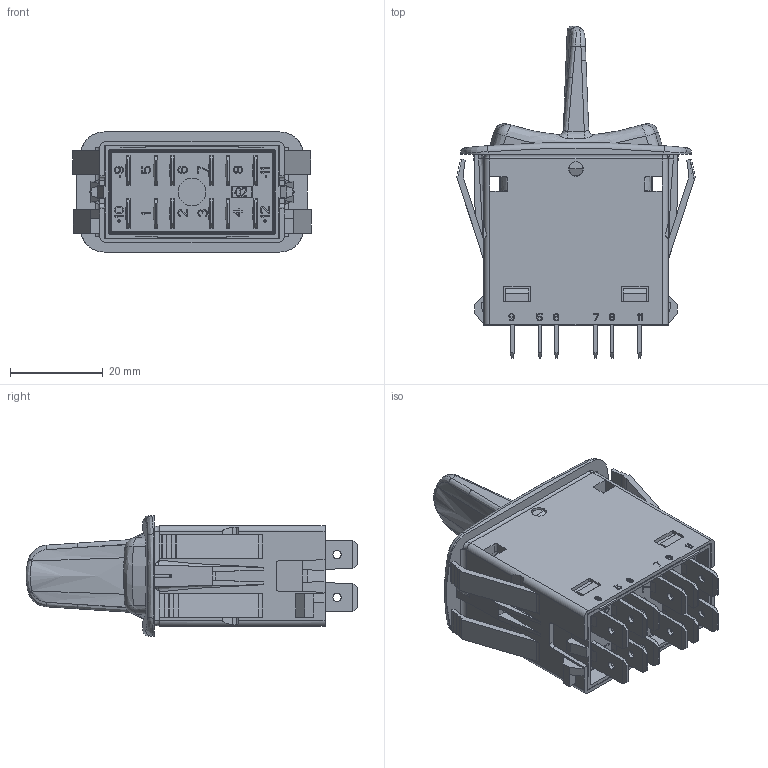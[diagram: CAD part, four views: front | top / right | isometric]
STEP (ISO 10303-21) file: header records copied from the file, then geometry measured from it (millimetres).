
FILE_DESCRIPTION((''),'2;1');
FILE_NAME('LSERIES_250QC_NOGUARD_P_SW01','2011-11-18T',('danboyden'),(''),'PRO/ENGINEER BY PARAMETRIC TECHNOLOGY CORPORATION, 2010280','PRO/ENGINEER BY PARAMETRIC TECHNOLOGY CORPORATION, 2010280','');
FILE_SCHEMA(('CONFIG_CONTROL_DESIGN'));
Products named in the file (1): LSERIES_250QC_NOGUARD_P_SW01
Bounding box: 51.56 x 71.63 x 25.91 mm (x, y, z)
Volume: 17123.8 mm3; surface area: 25445.5 mm2
Topology: 1 solids, 1 shells, 3207 faces, 8960 edges, 5838 vertices
Faces by surface type: plane 2498, cylinder 390, bspline 188, cone 62, torus 48, sphere 20, extrusion 1
Entity records: 118166 total; most frequent: CARTESIAN_POINT 37909, ORIENTED_EDGE 17912, DIRECTION 14623, EDGE_CURVE 8956, VECTOR 7225, LINE 7224, VERTEX_POINT 5838, AXIS2_PLACEMENT_3D 3699
